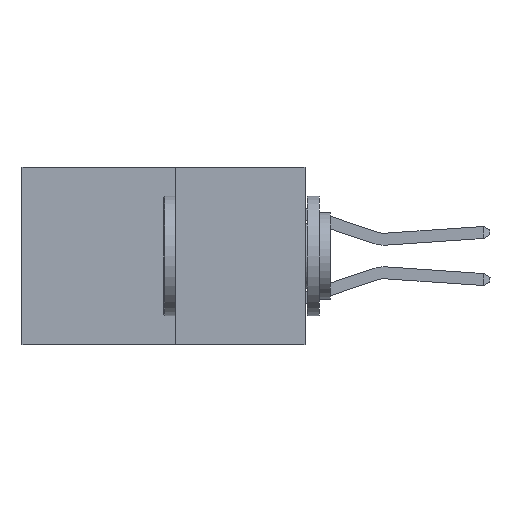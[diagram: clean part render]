
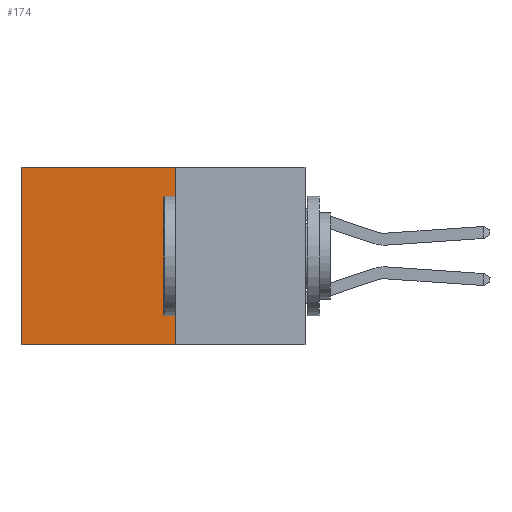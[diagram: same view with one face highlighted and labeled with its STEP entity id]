
A CAD part, left-side view. The second image highlights one B-rep face of the part: STEP entity #174.
In plain terms, the highlighted planar face has unit normal (-1, 0, 0).
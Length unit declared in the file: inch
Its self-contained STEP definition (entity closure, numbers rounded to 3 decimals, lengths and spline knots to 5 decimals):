
#119 = VERTEX_POINT ( 'NONE', #6697 ) ;
#154 = CARTESIAN_POINT ( 'NONE',  ( 0.277, 0.59, -0.37 ) ) ;
#174 = ADVANCED_FACE ( 'NONE', ( #8082 ), #266, .F. ) ;
#266 = PLANE ( 'NONE',  #3988 ) ;
#578 = LINE ( 'NONE', #5681, #4635 ) ;
#683 = EDGE_LOOP ( 'NONE', ( #1511, #2231, #2280, #2306 ) ) ;
#986 = VERTEX_POINT ( 'NONE', #5332 ) ;
#1511 = ORIENTED_EDGE ( 'NONE', *, *, #1893, .T. ) ;
#1589 = VERTEX_POINT ( 'NONE', #4140 ) ;
#1723 = EDGE_CURVE ( 'NONE', #986, #119, #6291, .T. ) ;
#1798 = DIRECTION ( 'NONE',  ( 0., 0., -1. ) ) ;
#1834 = CARTESIAN_POINT ( 'NONE',  ( 0.277, 0.27, -0.37 ) ) ;
#1873 = VECTOR ( 'NONE', #7588, 39.37008 ) ;
#1893 = EDGE_CURVE ( 'NONE', #119, #4570, #2140, .T. ) ;
#2140 = LINE ( 'NONE', #3189, #1873 ) ;
#2231 = ORIENTED_EDGE ( 'NONE', *, *, #2897, .F. ) ;
#2280 = ORIENTED_EDGE ( 'NONE', *, *, #3186, .F. ) ;
#2306 = ORIENTED_EDGE ( 'NONE', *, *, #1723, .T. ) ;
#2897 = EDGE_CURVE ( 'NONE', #1589, #4570, #578, .T. ) ;
#3023 = DIRECTION ( 'NONE',  ( 1., 0., 0. ) ) ;
#3186 = EDGE_CURVE ( 'NONE', #986, #1589, #8091, .T. ) ;
#3189 = CARTESIAN_POINT ( 'NONE',  ( 0.277, 0.59, -0.37 ) ) ;
#3594 = CARTESIAN_POINT ( 'NONE',  ( 0.277, 0.27, -0.37 ) ) ;
#3988 = AXIS2_PLACEMENT_3D ( 'NONE', #3594, #3023, #6706 ) ;
#4140 = CARTESIAN_POINT ( 'NONE',  ( 0.277, 0.27, -0.37 ) ) ;
#4570 = VERTEX_POINT ( 'NONE', #154 ) ;
#4635 = VECTOR ( 'NONE', #5650, 39.37008 ) ;
#4674 = VECTOR ( 'NONE', #6513, 39.37008 ) ;
#5129 = VECTOR ( 'NONE', #1798, 39.37008 ) ;
#5332 = CARTESIAN_POINT ( 'NONE',  ( 0.277, 0.27, 0. ) ) ;
#5554 = CARTESIAN_POINT ( 'NONE',  ( 0.277, 0.27, 0. ) ) ;
#5650 = DIRECTION ( 'NONE',  ( 0., 1., 0. ) ) ;
#5681 = CARTESIAN_POINT ( 'NONE',  ( 0.277, 0.27, -0.37 ) ) ;
#6291 = LINE ( 'NONE', #5554, #4674 ) ;
#6513 = DIRECTION ( 'NONE',  ( 0., 1., 0. ) ) ;
#6697 = CARTESIAN_POINT ( 'NONE',  ( 0.277, 0.59, 0. ) ) ;
#6706 = DIRECTION ( 'NONE',  ( 0., 0., -1. ) ) ;
#7588 = DIRECTION ( 'NONE',  ( 0., 0., -1. ) ) ;
#8082 = FACE_OUTER_BOUND ( 'NONE', #683, .T. ) ;
#8091 = LINE ( 'NONE', #1834, #5129 ) ;
